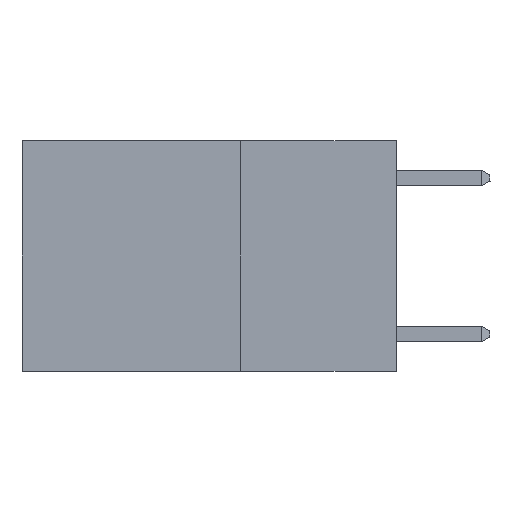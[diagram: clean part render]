
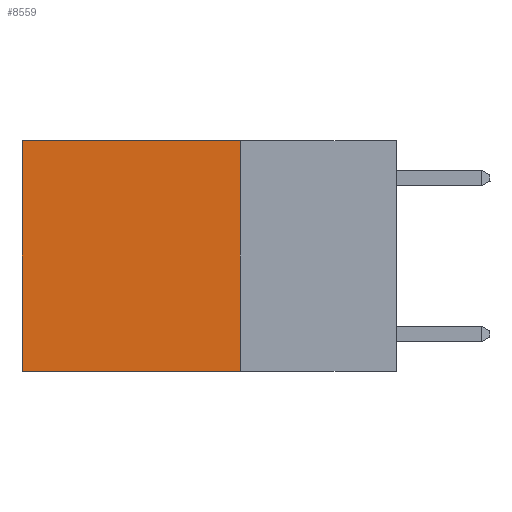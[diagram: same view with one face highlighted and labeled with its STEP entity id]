
A CAD part, left-side view. The second image highlights one B-rep face of the part: STEP entity #8559.
In plain terms, the highlighted planar face has unit normal (-1, 0, 0).
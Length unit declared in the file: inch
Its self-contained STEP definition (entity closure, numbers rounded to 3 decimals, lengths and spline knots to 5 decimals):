
#369 = ORIENTED_EDGE ( 'NONE', *, *, #4240, .T. ) ;
#896 = VERTEX_POINT ( 'NONE', #9188 ) ;
#1083 = DIRECTION ( 'NONE',  ( 0., 1., 0. ) ) ;
#1123 = ORIENTED_EDGE ( 'NONE', *, *, #10070, .T. ) ;
#1379 = VECTOR ( 'NONE', #8295, 39.37008 ) ;
#1761 = CARTESIAN_POINT ( 'NONE',  ( 0.2625, 0.25, -0.37 ) ) ;
#2298 = CARTESIAN_POINT ( 'NONE',  ( 0.2625, 0.25, 0. ) ) ;
#2441 = VECTOR ( 'NONE', #5507, 39.37008 ) ;
#2725 = CARTESIAN_POINT ( 'NONE',  ( 0.2625, 0.6, 0. ) ) ;
#3104 = DIRECTION ( 'NONE',  ( 1., 0., 0. ) ) ;
#3920 = VECTOR ( 'NONE', #1083, 39.37008 ) ;
#4240 = EDGE_CURVE ( 'NONE', #896, #5293, #6856, .T. ) ;
#4677 = CARTESIAN_POINT ( 'NONE',  ( 0.2625, 0.25, 0. ) ) ;
#5037 = FACE_OUTER_BOUND ( 'NONE', #7108, .T. ) ;
#5043 = LINE ( 'NONE', #4677, #2441 ) ;
#5293 = VERTEX_POINT ( 'NONE', #9847 ) ;
#5463 = CARTESIAN_POINT ( 'NONE',  ( 0.2625, 0.25, 0. ) ) ;
#5507 = DIRECTION ( 'NONE',  ( 0., 0., -1. ) ) ;
#5635 = ORIENTED_EDGE ( 'NONE', *, *, #8892, .F. ) ;
#6032 = LINE ( 'NONE', #9839, #3920 ) ;
#6647 = AXIS2_PLACEMENT_3D ( 'NONE', #2298, #3104, #8682 ) ;
#6741 = VERTEX_POINT ( 'NONE', #1761 ) ;
#6856 = LINE ( 'NONE', #5463, #8759 ) ;
#6910 = CARTESIAN_POINT ( 'NONE',  ( 0.2625, 0.6, -0.37 ) ) ;
#7059 = PLANE ( 'NONE',  #6647 ) ;
#7108 = EDGE_LOOP ( 'NONE', ( #1123, #5635, #7185, #369 ) ) ;
#7185 = ORIENTED_EDGE ( 'NONE', *, *, #8209, .F. ) ;
#7511 = VERTEX_POINT ( 'NONE', #6910 ) ;
#7755 = LINE ( 'NONE', #2725, #1379 ) ;
#7856 = DIRECTION ( 'NONE',  ( 0., 1., 0. ) ) ;
#8209 = EDGE_CURVE ( 'NONE', #896, #6741, #5043, .T. ) ;
#8295 = DIRECTION ( 'NONE',  ( 0., 0., -1. ) ) ;
#8559 = ADVANCED_FACE ( 'NONE', ( #5037 ), #7059, .F. ) ;
#8682 = DIRECTION ( 'NONE',  ( 0., 0., -1. ) ) ;
#8759 = VECTOR ( 'NONE', #7856, 39.37008 ) ;
#8892 = EDGE_CURVE ( 'NONE', #6741, #7511, #6032, .T. ) ;
#9188 = CARTESIAN_POINT ( 'NONE',  ( 0.2625, 0.25, 0. ) ) ;
#9839 = CARTESIAN_POINT ( 'NONE',  ( 0.2625, 0.25, -0.37 ) ) ;
#9847 = CARTESIAN_POINT ( 'NONE',  ( 0.2625, 0.6, 0. ) ) ;
#10070 = EDGE_CURVE ( 'NONE', #5293, #7511, #7755, .T. ) ;
